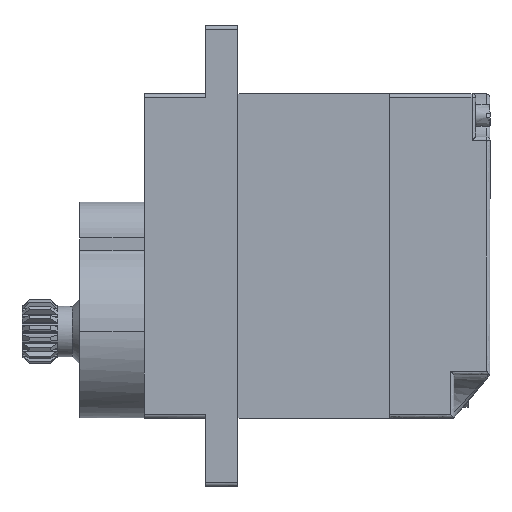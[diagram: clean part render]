
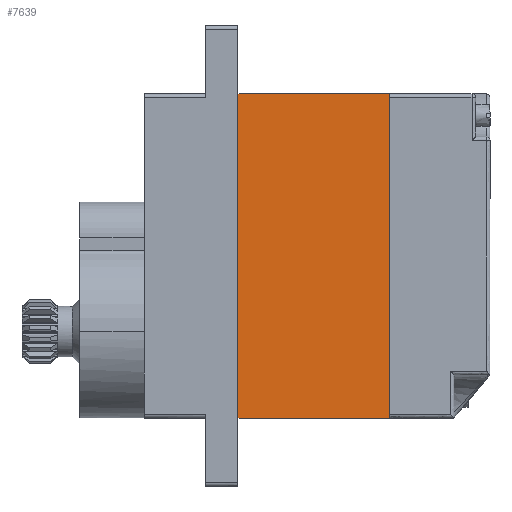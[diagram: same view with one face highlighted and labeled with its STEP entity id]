
A CAD part, left-side view. The second image highlights one B-rep face of the part: STEP entity #7639.
In plain terms, the highlighted free-form (B-spline) face has degree [1, 1] with [2, 2] control points.
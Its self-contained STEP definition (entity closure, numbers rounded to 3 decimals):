
#7054 = VERTEX_POINT('',#7055);
#7055 = CARTESIAN_POINT('',(13.193,-22.341,
    -18.653));
#7070 = VERTEX_POINT('',#7071);
#7071 = CARTESIAN_POINT('',(13.193,-22.341,
    -38.327));
#7076 = EDGE_CURVE('',#7070,#7054,#7077,.T.);
#7077 = B_SPLINE_CURVE_WITH_KNOTS('',1,(#7078,#7079),.UNSPECIFIED.,.F.,
  .F.,(2,2),(0.,22.5),.PIECEWISE_BEZIER_KNOTS.);
#7078 = CARTESIAN_POINT('',(13.193,-22.341,
    -38.327));
#7079 = CARTESIAN_POINT('',(13.193,-22.341,
    -18.653));
#7255 = VERTEX_POINT('',#7256);
#7256 = CARTESIAN_POINT('',(13.193,-31.522,
    -18.653));
#7261 = EDGE_CURVE('',#7262,#7255,#7264,.T.);
#7262 = VERTEX_POINT('',#7263);
#7263 = CARTESIAN_POINT('',(13.193,-31.522,
    -38.327));
#7264 = B_SPLINE_CURVE_WITH_KNOTS('',1,(#7265,#7266),.UNSPECIFIED.,.F.,
  .F.,(2,2),(0.,22.5),.PIECEWISE_BEZIER_KNOTS.);
#7265 = CARTESIAN_POINT('',(13.193,-31.522,
    -38.327));
#7266 = CARTESIAN_POINT('',(13.193,-31.522,
    -18.653));
#7571 = EDGE_CURVE('',#7054,#7255,#7572,.T.);
#7572 = B_SPLINE_CURVE_WITH_KNOTS('',1,(#7573,#7574),.UNSPECIFIED.,.F.,
  .F.,(2,2),(-0.,10.5),.PIECEWISE_BEZIER_KNOTS.);
#7573 = CARTESIAN_POINT('',(13.193,-22.341,
    -18.653));
#7574 = CARTESIAN_POINT('',(13.193,-31.522,
    -18.653));
#7629 = EDGE_CURVE('',#7070,#7262,#7630,.T.);
#7630 = B_SPLINE_CURVE_WITH_KNOTS('',1,(#7631,#7632),.UNSPECIFIED.,.F.,
  .F.,(2,2),(-0.,10.5),.PIECEWISE_BEZIER_KNOTS.);
#7631 = CARTESIAN_POINT('',(13.193,-22.341,
    -38.327));
#7632 = CARTESIAN_POINT('',(13.193,-31.522,
    -38.327));
#7639 = ADVANCED_FACE('',(#7640),#7646,.F.);
#7640 = FACE_BOUND('',#7641,.T.);
#7641 = EDGE_LOOP('',(#7642,#7643,#7644,#7645));
#7642 = ORIENTED_EDGE('',*,*,#7629,.T.);
#7643 = ORIENTED_EDGE('',*,*,#7261,.T.);
#7644 = ORIENTED_EDGE('',*,*,#7571,.F.);
#7645 = ORIENTED_EDGE('',*,*,#7076,.F.);
#7646 = B_SPLINE_SURFACE_WITH_KNOTS('',1,1,(
    (#7647,#7648)
    ,(#7649,#7650
    )),.UNSPECIFIED.,.F.,.F.,.F.,(2,2),(2,2),(-22.5,0.),(-10.5,0.),
  .PIECEWISE_BEZIER_KNOTS.);
#7647 = CARTESIAN_POINT('',(13.193,-31.522,
    -18.653));
#7648 = CARTESIAN_POINT('',(13.193,-22.341,
    -18.653));
#7649 = CARTESIAN_POINT('',(13.193,-31.522,
    -38.327));
#7650 = CARTESIAN_POINT('',(13.193,-22.341,
    -38.327));
